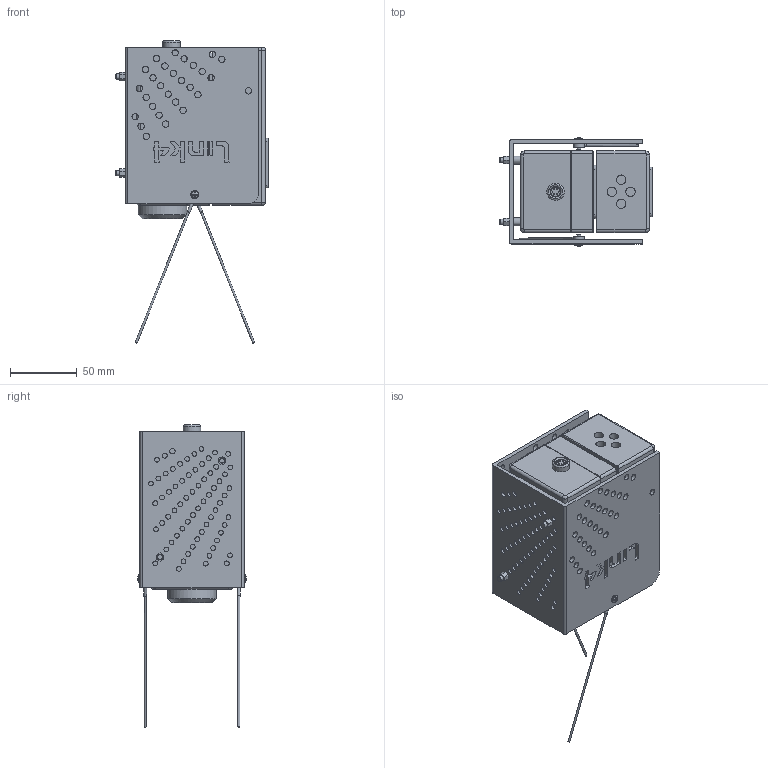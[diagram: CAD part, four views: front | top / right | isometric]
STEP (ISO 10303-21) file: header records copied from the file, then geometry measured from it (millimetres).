
FILE_DESCRIPTION (( 'STEP AP203' ), '1' );
FILE_NAME ('ADISM_Rev01.STEP', '2023-12-09T20:48:05', ( '' ), ( '' ), 'SwSTEP 2.0', 'SolidWorks 2019', '' );
FILE_SCHEMA (( 'CONFIG_CONTROL_DESIGN' ));
Length unit declared in the file: millimetre
Products named in the file (1): ADISM_Rev01
Bounding box: 114 x 81.45 x 226.21 mm (x, y, z)
Volume: 786534.6 mm3; surface area: 128844.3 mm2
Topology: 1 solids, 1 shells, 628 faces, 1508 edges, 1014 vertices
Faces by surface type: plane 338, cylinder 265, torus 20, cone 3, sphere 2
Full cylindrical faces by diameter (mm): 0.7 x6, 1.5 x2, 2.1 x2, 3 x4, 3.6 x67, 4 x3, 4.769 x30, 4.77 x27, 5 x4, 6 x2, 6.022 x2, 7 x1, 7.089 x4, 8 x3, 12 x1, 12.4 x1, 13 x1, 36.5 x1
Entity records: 17375 total; most frequent: DIRECTION 3098, CARTESIAN_POINT 2907, ORIENTED_EDGE 2536, EDGE_CURVE 1268, AXIS2_PLACEMENT_3D 1205, EDGE_LOOP 1064, VERTEX_POINT 942, FACE_OUTER_BOUND 795
